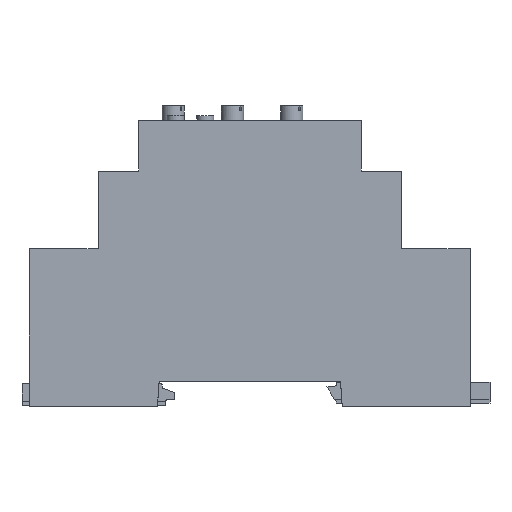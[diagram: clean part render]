
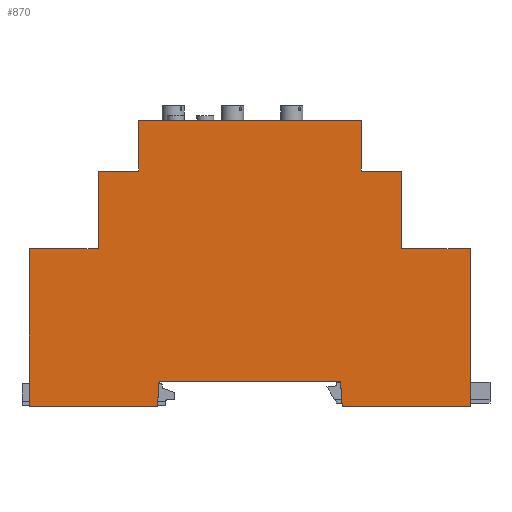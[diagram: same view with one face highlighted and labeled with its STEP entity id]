
A CAD part, left-side view. The second image highlights one B-rep face of the part: STEP entity #870.
In plain terms, the highlighted planar face has unit normal (-1, 0, 0).
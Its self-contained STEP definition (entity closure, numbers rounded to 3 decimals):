
#870=ADVANCED_FACE('',(#9559),#9561,.T.);
#9559=FACE_BOUND('',#9560,.T.);
#9560=EDGE_LOOP('',(#16912,#16913,#16914,#16915,#16916,#16917,#16918,#16919,#16920,
#16921,#16922,#16923,#16924,#16925,#16926,#16927));
#9561=PLANE('',#9562);
#9562=AXIS2_PLACEMENT_3D('',#9563,#9564,#9565);
#9563=CARTESIAN_POINT('',(-35.5,0.,0.));
#9564=DIRECTION('',(-1.,0.,0.));
#9565=DIRECTION('',(0.,0.,-1.));
#16912=ORIENTED_EDGE('',*,*,#22333,.T.);
#16913=ORIENTED_EDGE('',*,*,#22347,.T.);
#16914=ORIENTED_EDGE('',*,*,#22348,.T.);
#16915=ORIENTED_EDGE('',*,*,#22349,.T.);
#16916=ORIENTED_EDGE('',*,*,#22350,.T.);
#16917=ORIENTED_EDGE('',*,*,#22351,.T.);
#16918=ORIENTED_EDGE('',*,*,#22352,.T.);
#16919=ORIENTED_EDGE('',*,*,#22353,.T.);
#16920=ORIENTED_EDGE('',*,*,#22354,.T.);
#16921=ORIENTED_EDGE('',*,*,#22355,.T.);
#16922=ORIENTED_EDGE('',*,*,#22356,.T.);
#16923=ORIENTED_EDGE('',*,*,#22357,.T.);
#16924=ORIENTED_EDGE('',*,*,#22358,.T.);
#16925=ORIENTED_EDGE('',*,*,#22359,.T.);
#16926=ORIENTED_EDGE('',*,*,#22315,.T.);
#16927=ORIENTED_EDGE('',*,*,#22241,.T.);
#22241=EDGE_CURVE('',#25311,#25315,#25317,.T.);
#22315=EDGE_CURVE('',#25392,#25311,#25393,.T.);
#22333=EDGE_CURVE('',#25315,#25425,#25427,.T.);
#22347=EDGE_CURVE('',#25425,#25453,#25454,.T.);
#22348=EDGE_CURVE('',#25453,#25455,#25456,.T.);
#22349=EDGE_CURVE('',#25455,#25457,#25458,.T.);
#22350=EDGE_CURVE('',#25457,#25459,#25460,.T.);
#22351=EDGE_CURVE('',#25459,#25461,#25462,.T.);
#22352=EDGE_CURVE('',#25461,#25463,#25464,.T.);
#22353=EDGE_CURVE('',#25463,#25465,#25466,.T.);
#22354=EDGE_CURVE('',#25465,#25467,#25468,.T.);
#22355=EDGE_CURVE('',#25467,#25469,#25470,.T.);
#22356=EDGE_CURVE('',#25469,#25471,#25472,.T.);
#22357=EDGE_CURVE('',#25471,#25473,#25474,.T.);
#22358=EDGE_CURVE('',#25473,#25475,#25476,.T.);
#22359=EDGE_CURVE('',#25475,#25392,#25477,.T.);
#25311=VERTEX_POINT('',#30281);
#25315=VERTEX_POINT('',#30289);
#25317=LINE('',#30293,#30294);
#25392=VERTEX_POINT('',#30516);
#25393=LINE('',#30517,#30518);
#25425=VERTEX_POINT('',#30583);
#25427=LINE('',#30587,#30588);
#25453=VERTEX_POINT('',#30643);
#25454=LINE('',#30644,#30645);
#25455=VERTEX_POINT('',#30647);
#25456=LINE('',#30648,#30649);
#25457=VERTEX_POINT('',#30651);
#25458=LINE('',#30652,#30653);
#25459=VERTEX_POINT('',#30655);
#25460=LINE('',#30656,#30657);
#25461=VERTEX_POINT('',#30659);
#25462=LINE('',#30660,#30661);
#25463=VERTEX_POINT('',#30663);
#25464=LINE('',#30664,#30665);
#25465=VERTEX_POINT('',#30667);
#25466=LINE('',#30668,#30669);
#25467=VERTEX_POINT('',#30671);
#25468=LINE('',#30672,#30673);
#25469=VERTEX_POINT('',#30675);
#25470=LINE('',#30676,#30677);
#25471=VERTEX_POINT('',#30679);
#25472=LINE('',#30680,#30681);
#25473=VERTEX_POINT('',#30683);
#25474=LINE('',#30684,#30685);
#25475=VERTEX_POINT('',#30687);
#25476=LINE('',#30688,#30689);
#25477=LINE('',#30691,#30692);
#30281=CARTESIAN_POINT('',(-35.5,30.7,26.878));
#30289=CARTESIAN_POINT('',(-35.5,44.6,26.878));
#30293=CARTESIAN_POINT('',(-35.5,30.7,26.878));
#30294=VECTOR('',#30295,1.);
#30295=DIRECTION('',(0.,1.,0.));
#30516=CARTESIAN_POINT('',(-35.5,30.7,42.606));
#30517=CARTESIAN_POINT('',(-35.5,30.7,42.606));
#30518=VECTOR('',#30519,1.);
#30519=DIRECTION('',(0.,0.,-1.));
#30583=CARTESIAN_POINT('',(-35.5,44.6,-4.987));
#30587=CARTESIAN_POINT('',(-35.5,44.6,26.878));
#30588=VECTOR('',#30589,1.);
#30589=DIRECTION('',(0.,0.,-1.));
#30643=CARTESIAN_POINT('',(-35.5,18.7,-4.987));
#30644=CARTESIAN_POINT('',(-35.5,44.6,-4.987));
#30645=VECTOR('',#30646,1.);
#30646=DIRECTION('',(0.,-1.,0.));
#30647=CARTESIAN_POINT('',(-35.5,18.351,0.));
#30648=CARTESIAN_POINT('',(-35.5,18.7,-4.987));
#30649=VECTOR('',#30650,1.);
#30650=DIRECTION('',(0.,-0.07,0.998));
#30651=CARTESIAN_POINT('',(-35.5,-18.351,0.));
#30652=CARTESIAN_POINT('',(-35.5,18.351,0.));
#30653=VECTOR('',#30654,1.);
#30654=DIRECTION('',(0.,-1.,0.));
#30655=CARTESIAN_POINT('',(-35.5,-18.7,-4.987));
#30656=CARTESIAN_POINT('',(-35.5,-18.351,0.));
#30657=VECTOR('',#30658,1.);
#30658=DIRECTION('',(0.,-0.07,-0.998));
#30659=CARTESIAN_POINT('',(-35.5,-44.6,-4.987));
#30660=CARTESIAN_POINT('',(-35.5,-18.7,-4.987));
#30661=VECTOR('',#30662,1.);
#30662=DIRECTION('',(0.,-1.,0.));
#30663=CARTESIAN_POINT('',(-35.5,-44.6,26.878));
#30664=CARTESIAN_POINT('',(-35.5,-44.6,-4.987));
#30665=VECTOR('',#30666,1.);
#30666=DIRECTION('',(0.,0.,1.));
#30667=CARTESIAN_POINT('',(-35.5,-30.7,26.878));
#30668=CARTESIAN_POINT('',(-35.5,-44.6,26.878));
#30669=VECTOR('',#30670,1.);
#30670=DIRECTION('',(0.,1.,0.));
#30671=CARTESIAN_POINT('',(-35.5,-30.7,42.606));
#30672=CARTESIAN_POINT('',(-35.5,-30.7,26.878));
#30673=VECTOR('',#30674,1.);
#30674=DIRECTION('',(0.,0.,1.));
#30675=CARTESIAN_POINT('',(-35.5,-22.5,42.606));
#30676=CARTESIAN_POINT('',(-35.5,-30.7,42.606));
#30677=VECTOR('',#30678,1.);
#30678=DIRECTION('',(0.,1.,0.));
#30679=CARTESIAN_POINT('',(-35.5,-22.5,52.804));
#30680=CARTESIAN_POINT('',(-35.5,-22.5,42.606));
#30681=VECTOR('',#30682,1.);
#30682=DIRECTION('',(0.,0.,1.));
#30683=CARTESIAN_POINT('',(-35.5,22.5,52.804));
#30684=CARTESIAN_POINT('',(-35.5,-22.5,52.804));
#30685=VECTOR('',#30686,1.);
#30686=DIRECTION('',(0.,1.,0.));
#30687=CARTESIAN_POINT('',(-35.5,22.5,42.606));
#30688=CARTESIAN_POINT('',(-35.5,22.5,52.804));
#30689=VECTOR('',#30690,1.);
#30690=DIRECTION('',(0.,0.,-1.));
#30691=CARTESIAN_POINT('',(-35.5,22.5,42.606));
#30692=VECTOR('',#30693,1.);
#30693=DIRECTION('',(0.,1.,0.));
